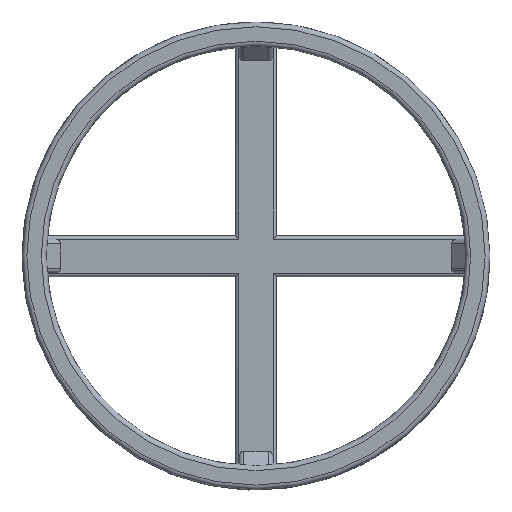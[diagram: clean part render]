
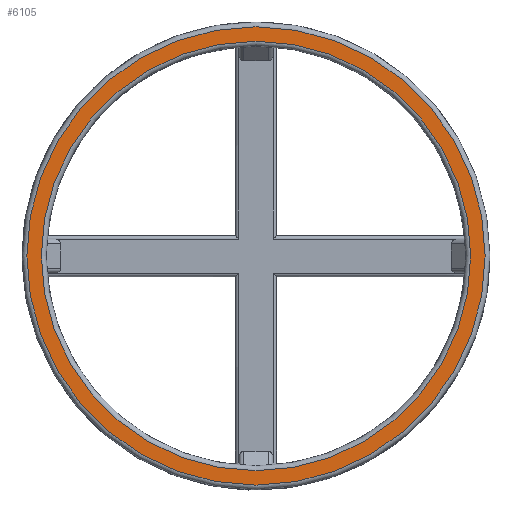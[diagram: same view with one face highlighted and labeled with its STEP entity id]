
A CAD part, top view. The second image highlights one B-rep face of the part: STEP entity #6105.
In plain terms, the highlighted planar face has unit normal (0, 0, 1).
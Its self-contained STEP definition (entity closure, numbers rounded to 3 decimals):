
#1237 = TOROIDAL_SURFACE('',#1238,44.5,1.);
#1238 = AXIS2_PLACEMENT_3D('',#1239,#1240,#1241);
#1239 = CARTESIAN_POINT('',(0.,0.,21.));
#1240 = DIRECTION('',(0.,0.,1.));
#1241 = DIRECTION('',(1.,0.,-0.));
#4737 = VERTEX_POINT('',#4738);
#4738 = CARTESIAN_POINT('',(44.5,0.,22.));
#4758 = EDGE_CURVE('',#4737,#4737,#4759,.T.);
#4759 = SURFACE_CURVE('',#4760,(#4765,#4772),.PCURVE_S1.);
#4760 = CIRCLE('',#4761,44.5);
#4761 = AXIS2_PLACEMENT_3D('',#4762,#4763,#4764);
#4762 = CARTESIAN_POINT('',(0.,0.,22.));
#4763 = DIRECTION('',(0.,0.,1.));
#4764 = DIRECTION('',(1.,0.,-0.));
#4765 = PCURVE('',#1237,#4766);
#4766 = DEFINITIONAL_REPRESENTATION('',(#4767),#4771);
#4767 = LINE('',#4768,#4769);
#4768 = CARTESIAN_POINT('',(0.,1.571));
#4769 = VECTOR('',#4770,1.);
#4770 = DIRECTION('',(1.,0.));
#4771 = ( GEOMETRIC_REPRESENTATION_CONTEXT(2) 
PARAMETRIC_REPRESENTATION_CONTEXT() REPRESENTATION_CONTEXT('2D SPACE',''
  ) );
#4772 = PCURVE('',#4773,#4778);
#4773 = PLANE('',#4774);
#4774 = AXIS2_PLACEMENT_3D('',#4775,#4776,#4777);
#4775 = CARTESIAN_POINT('',(0.,0.,22.)
  );
#4776 = DIRECTION('',(0.,0.,1.));
#4777 = DIRECTION('',(1.,0.,-0.));
#4778 = DEFINITIONAL_REPRESENTATION('',(#4779),#4783);
#4779 = CIRCLE('',#4780,44.5);
#4780 = AXIS2_PLACEMENT_2D('',#4781,#4782);
#4781 = CARTESIAN_POINT('',(0.,0.));
#4782 = DIRECTION('',(1.,0.));
#4783 = ( GEOMETRIC_REPRESENTATION_CONTEXT(2) 
PARAMETRIC_REPRESENTATION_CONTEXT() REPRESENTATION_CONTEXT('2D SPACE',''
  ) );
#6105 = ADVANCED_FACE('',(#6106,#6137),#4773,.T.);
#6106 = FACE_BOUND('',#6107,.T.);
#6107 = EDGE_LOOP('',(#6108));
#6108 = ORIENTED_EDGE('',*,*,#6109,.T.);
#6109 = EDGE_CURVE('',#6110,#6110,#6112,.T.);
#6110 = VERTEX_POINT('',#6111);
#6111 = CARTESIAN_POINT('',(47.5,0.,22.));
#6112 = SURFACE_CURVE('',#6113,(#6118,#6125),.PCURVE_S1.);
#6113 = CIRCLE('',#6114,47.5);
#6114 = AXIS2_PLACEMENT_3D('',#6115,#6116,#6117);
#6115 = CARTESIAN_POINT('',(0.,0.,22.));
#6116 = DIRECTION('',(0.,0.,1.));
#6117 = DIRECTION('',(1.,0.,-0.));
#6118 = PCURVE('',#4773,#6119);
#6119 = DEFINITIONAL_REPRESENTATION('',(#6120),#6124);
#6120 = CIRCLE('',#6121,47.5);
#6121 = AXIS2_PLACEMENT_2D('',#6122,#6123);
#6122 = CARTESIAN_POINT('',(0.,0.));
#6123 = DIRECTION('',(1.,0.));
#6124 = ( GEOMETRIC_REPRESENTATION_CONTEXT(2) 
PARAMETRIC_REPRESENTATION_CONTEXT() REPRESENTATION_CONTEXT('2D SPACE',''
  ) );
#6125 = PCURVE('',#6126,#6131);
#6126 = TOROIDAL_SURFACE('',#6127,47.5,1.);
#6127 = AXIS2_PLACEMENT_3D('',#6128,#6129,#6130);
#6128 = CARTESIAN_POINT('',(0.,0.,21.));
#6129 = DIRECTION('',(0.,0.,1.));
#6130 = DIRECTION('',(1.,0.,-0.));
#6131 = DEFINITIONAL_REPRESENTATION('',(#6132),#6136);
#6132 = LINE('',#6133,#6134);
#6133 = CARTESIAN_POINT('',(0.,1.571));
#6134 = VECTOR('',#6135,1.);
#6135 = DIRECTION('',(1.,0.));
#6136 = ( GEOMETRIC_REPRESENTATION_CONTEXT(2) 
PARAMETRIC_REPRESENTATION_CONTEXT() REPRESENTATION_CONTEXT('2D SPACE',''
  ) );
#6137 = FACE_BOUND('',#6138,.T.);
#6138 = EDGE_LOOP('',(#6139));
#6139 = ORIENTED_EDGE('',*,*,#4758,.F.);
